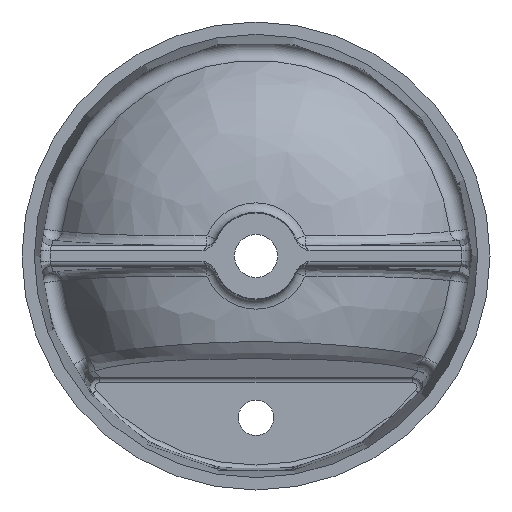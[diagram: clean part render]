
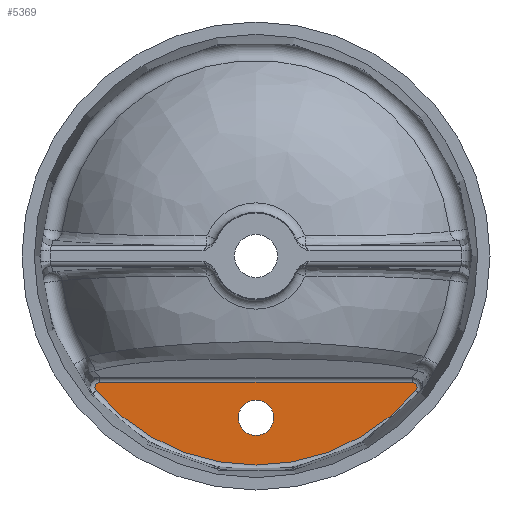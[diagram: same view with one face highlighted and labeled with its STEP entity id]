
A CAD part, front view. The second image highlights one B-rep face of the part: STEP entity #5369.
In plain terms, the highlighted planar face has unit normal (0, -1, 0).
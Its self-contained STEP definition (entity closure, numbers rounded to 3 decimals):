
#102 = CARTESIAN_POINT ( 'NONE',  ( 158.684, -15., -132.519 ) ) ;
#133 = CARTESIAN_POINT ( 'NONE',  ( 155.325, -15., -125.107 ) ) ;
#221 = ORIENTED_EDGE ( 'NONE', *, *, #1228, .T. ) ;
#268 = EDGE_CURVE ( 'NONE', #1853, #2171, #1046, .T. ) ;
#279 = CARTESIAN_POINT ( 'NONE',  ( -158.989, -15., -131.881 ) ) ;
#339 = CARTESIAN_POINT ( 'NONE',  ( -157.834, -15., -126.401 ) ) ;
#485 = AXIS2_PLACEMENT_3D ( 'NONE', #4054, #639, #1103 ) ;
#538 = CARTESIAN_POINT ( 'NONE',  ( 159.09, -15., -131.656 ) ) ;
#630 = CARTESIAN_POINT ( 'NONE',  ( -154.619, -15., -125.04 ) ) ;
#632 = CARTESIAN_POINT ( 'NONE',  ( 158.708, -15., -127.523 ) ) ;
#639 = DIRECTION ( 'NONE',  ( 0., -1., 0. ) ) ;
#656 = FACE_BOUND ( 'NONE', #4919, .T. ) ;
#662 = AXIS2_PLACEMENT_3D ( 'NONE', #4320, #3432, #4232 ) ;
#687 = DIRECTION ( 'NONE',  ( 0., 1., 0. ) ) ;
#745 = CARTESIAN_POINT ( 'NONE',  ( -155.326, -15., -125.125 ) ) ;
#777 = CARTESIAN_POINT ( 'NONE',  ( -159.001, -15., -128.172 ) ) ;
#804 = CARTESIAN_POINT ( 'NONE',  ( -159.073, -15., -131.656 ) ) ;
#828 = ORIENTED_EDGE ( 'NONE', *, *, #4597, .T. ) ;
#872 = EDGE_CURVE ( 'NONE', #4648, #3773, #1801, .T. ) ;
#921 = EDGE_LOOP ( 'NONE', ( #4777, #5670, #3565, #221 ) ) ;
#978 = CARTESIAN_POINT ( 'NONE',  ( 156.234, -15., -125.391 ) ) ;
#1034 = AXIS2_PLACEMENT_3D ( 'NONE', #2432, #687, #4538 ) ;
#1046 = LINE ( 'NONE', #1574, #1149 ) ;
#1069 = CARTESIAN_POINT ( 'NONE',  ( 158.797, -15., -132.308 ) ) ;
#1103 = DIRECTION ( 'NONE',  ( 0., 0., 1. ) ) ;
#1149 = VECTOR ( 'NONE', #5547, 1000. ) ;
#1228 = EDGE_CURVE ( 'NONE', #3773, #1853, #1313, .T. ) ;
#1241 = CARTESIAN_POINT ( 'NONE',  ( -156.245, -15., -125.377 ) ) ;
#1267 = CARTESIAN_POINT ( 'NONE',  ( -159.343, -15., -129.789 ) ) ;
#1313 = B_SPLINE_CURVE_WITH_KNOTS ( 'NONE', 3,
 ( #1851, #5476, #3279, #102, #1069, #538, #5444, #2845, #2779, #3250, #2341, #4606, #3624, #5382, #1411, #632, #4105, #1973, #1880, #3745, #1382, #3195, #4950, #978, #2752, #133, #4510, #2311 ),
 .UNSPECIFIED., .F., .F.,
 ( 4, 2, 2, 2, 2, 2, 2, 2, 2, 2, 2, 2, 2, 4 ),
 ( 0., 0.001, 0.001, 0.003, 0.004, 0.004, 0.005, 0.006, 0.007, 0.008, 0.009, 0.009, 0.01, 0.011 ),
 .UNSPECIFIED. ) ;
#1382 = CARTESIAN_POINT ( 'NONE',  ( 157.269, -15., -125.955 ) ) ;
#1411 = CARTESIAN_POINT ( 'NONE',  ( 158.999, -15., -128.168 ) ) ;
#1574 = CARTESIAN_POINT ( 'NONE',  ( -153.874, -15., -125.04 ) ) ;
#1592 = CARTESIAN_POINT ( 'NONE',  ( -159.311, -15., -129.317 ) ) ;
#1651 = CARTESIAN_POINT ( 'NONE',  ( -155.561, -15., -125.176 ) ) ;
#1679 = CARTESIAN_POINT ( 'NONE',  ( -158.695, -15., -127.534 ) ) ;
#1801 = CIRCLE ( 'NONE', #485, 206.821 ) ;
#1851 = CARTESIAN_POINT ( 'NONE',  ( 158.137, -15., -133.295 ) ) ;
#1853 = VERTEX_POINT ( 'NONE', #5657 ) ;
#1878 = PLANE ( 'NONE',  #1034 ) ;
#1880 = CARTESIAN_POINT ( 'NONE',  ( 157.82, -15., -126.411 ) ) ;
#1973 = CARTESIAN_POINT ( 'NONE',  ( 157.986, -15., -126.579 ) ) ;
#2055 = CARTESIAN_POINT ( 'NONE',  ( -158.441, -15., -127.135 ) ) ;
#2087 = CARTESIAN_POINT ( 'NONE',  ( -159.083, -15., -128.398 ) ) ;
#2115 = CARTESIAN_POINT ( 'NONE',  ( -159.324, -15., -130.504 ) ) ;
#2143 = CARTESIAN_POINT ( 'NONE',  ( -159.205, -15., -131.201 ) ) ;
#2171 = VERTEX_POINT ( 'NONE', #2270 ) ;
#2270 = CARTESIAN_POINT ( 'NONE',  ( -154.38, -15., -125.04 ) ) ;
#2311 = CARTESIAN_POINT ( 'NONE',  ( 154.38, -15., -125.04 ) ) ;
#2341 = CARTESIAN_POINT ( 'NONE',  ( 159.327, -15., -129.55 ) ) ;
#2372 = VERTEX_POINT ( 'NONE', #4071 ) ;
#2432 = CARTESIAN_POINT ( 'NONE',  ( 0., -15., 0. ) ) ;
#2752 = CARTESIAN_POINT ( 'NONE',  ( 156.009, -15., -125.307 ) ) ;
#2779 = CARTESIAN_POINT ( 'NONE',  ( 159.342, -15., -130.257 ) ) ;
#2843 = CARTESIAN_POINT ( 'NONE',  ( -154.38, -15., -125.04 ) ) ;
#2845 = CARTESIAN_POINT ( 'NONE',  ( 159.324, -15., -130.496 ) ) ;
#3023 = CARTESIAN_POINT ( 'NONE',  ( -156.674, -15., -125.573 ) ) ;
#3195 = CARTESIAN_POINT ( 'NONE',  ( 156.871, -15., -125.7 ) ) ;
#3250 = CARTESIAN_POINT ( 'NONE',  ( 159.343, -15., -129.785 ) ) ;
#3279 = CARTESIAN_POINT ( 'NONE',  ( 158.432, -15., -132.92 ) ) ;
#3392 = CARTESIAN_POINT ( 'NONE',  ( -154.856, -15., -125.057 ) ) ;
#3432 = DIRECTION ( 'NONE',  ( 0., 1., 0. ) ) ;
#3481 = CARTESIAN_POINT ( 'NONE',  ( -157.478, -15., -126.091 ) ) ;
#3542 = CARTESIAN_POINT ( 'NONE',  ( -158.137, -15., -133.295 ) ) ;
#3565 = ORIENTED_EDGE ( 'NONE', *, *, #872, .T. ) ;
#3624 = CARTESIAN_POINT ( 'NONE',  ( 159.212, -15., -128.846 ) ) ;
#3745 = CARTESIAN_POINT ( 'NONE',  ( 157.461, -15., -126.099 ) ) ;
#3773 = VERTEX_POINT ( 'NONE', #4460 ) ;
#3801 = CARTESIAN_POINT ( 'NONE',  ( -158.697, -15., -132.53 ) ) ;
#3831 = CARTESIAN_POINT ( 'NONE',  ( -159.341, -15., -130.266 ) ) ;
#3857 = CARTESIAN_POINT ( 'NONE',  ( -158.137, -15., -133.295 ) ) ;
#3885 = CARTESIAN_POINT ( 'NONE',  ( -159.214, -15., -128.855 ) ) ;
#4054 = CARTESIAN_POINT ( 'NONE',  ( 0., -15., 0. ) ) ;
#4071 = CARTESIAN_POINT ( 'NONE',  ( 0., -15., -142.5 ) ) ;
#4105 = CARTESIAN_POINT ( 'NONE',  ( 158.448, -15., -127.115 ) ) ;
#4164 = FACE_OUTER_BOUND ( 'NONE', #921, .T. ) ;
#4232 = DIRECTION ( 'NONE',  ( 0., 0., 1. ) ) ;
#4320 = CARTESIAN_POINT ( 'NONE',  ( 0., -15., -160. ) ) ;
#4460 = CARTESIAN_POINT ( 'NONE',  ( 158.137, -15., -133.295 ) ) ;
#4510 = CARTESIAN_POINT ( 'NONE',  ( 154.858, -15., -125.04 ) ) ;
#4538 = DIRECTION ( 'NONE',  ( 0., 0., 1. ) ) ;
#4597 = EDGE_CURVE ( 'NONE', #2372, #2372, #5199, .T. ) ;
#4606 = CARTESIAN_POINT ( 'NONE',  ( 159.262, -15., -129.081 ) ) ;
#4648 = VERTEX_POINT ( 'NONE', #3542 ) ;
#4690 = CARTESIAN_POINT ( 'NONE',  ( -158.446, -15., -132.929 ) ) ;
#4777 = ORIENTED_EDGE ( 'NONE', *, *, #268, .T. ) ;
#4779 = CARTESIAN_POINT ( 'NONE',  ( -158.807, -15., -127.741 ) ) ;
#4919 = EDGE_LOOP ( 'NONE', ( #828 ) ) ;
#4950 = CARTESIAN_POINT ( 'NONE',  ( 156.664, -15., -125.587 ) ) ;
#5199 = CIRCLE ( 'NONE', #662, 17.5 ) ;
#5236 = CARTESIAN_POINT ( 'NONE',  ( -158.298, -15., -126.942 ) ) ;
#5369 = ADVANCED_FACE ( 'NONE', ( #656, #4164 ), #1878, .F. ) ;
#5375 = B_SPLINE_CURVE_WITH_KNOTS ( 'NONE', 3,
 ( #2843, #630, #3392, #745, #1651, #1241, #3023, #3481, #339, #5236, #2055, #1679, #4779, #777, #2087, #3885, #1592, #1267, #3831, #2115, #5652, #2143, #804, #279, #3801, #4690, #3857 ),
 .UNSPECIFIED., .F., .F.,
 ( 4, 2, 2, 2, 2, 2, 2, 2, 1, 2, 2, 2, 2, 4 ),
 ( 0., 0.001, 0.001, 0.003, 0.004, 0.005, 0.006, 0.006, 0.007, 0.008, 0.009, 0.009, 0.01, 0.011 ),
 .UNSPECIFIED. ) ;
#5382 = CARTESIAN_POINT ( 'NONE',  ( 159.08, -15., -128.39 ) ) ;
#5444 = CARTESIAN_POINT ( 'NONE',  ( 159.222, -15., -131.203 ) ) ;
#5476 = CARTESIAN_POINT ( 'NONE',  ( 158.292, -15., -133.112 ) ) ;
#5483 = EDGE_CURVE ( 'NONE', #2171, #4648, #5375, .T. ) ;
#5547 = DIRECTION ( 'NONE',  ( -1., 0., 0. ) ) ;
#5652 = CARTESIAN_POINT ( 'NONE',  ( -159.255, -15., -130.971 ) ) ;
#5657 = CARTESIAN_POINT ( 'NONE',  ( 154.38, -15., -125.04 ) ) ;
#5670 = ORIENTED_EDGE ( 'NONE', *, *, #5483, .T. ) ;
